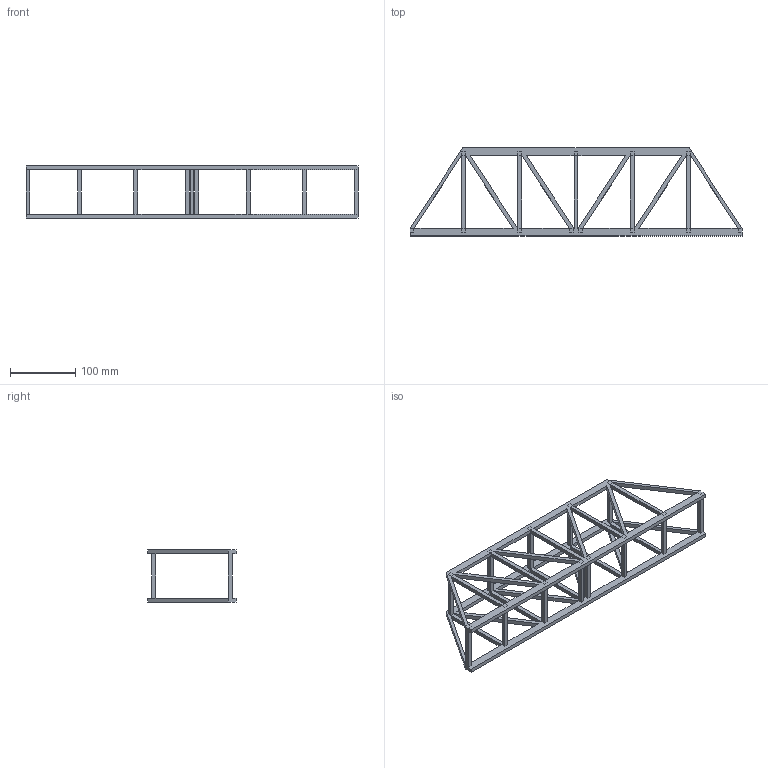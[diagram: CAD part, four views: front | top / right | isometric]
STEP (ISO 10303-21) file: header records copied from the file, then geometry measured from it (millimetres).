
FILE_DESCRIPTION (( 'STEP AP203' ), '1' );
FILE_NAME ('truss_1.STEP', '2025-02-27T17:00:29', ( '' ), ( '' ), 'SwSTEP 2.0', 'SolidWorks 2023', '' );
FILE_SCHEMA (( 'CONFIG_CONTROL_DESIGN' ));
Length unit declared in the file: millimetre
Products named in the file (1): truss_1
Bounding box: 510 x 135.24 x 80 mm (x, y, z)
Volume: 250896 mm3; surface area: 145542.4 mm2
Topology: 1 solids, 1 shells, 266 faces, 676 edges, 360 vertices
Faces by surface type: plane 266
Entity records: 7689 total; most frequent: ORIENTED_EDGE 1352, CARTESIAN_POINT 1303, DIRECTION 1210, LINE 676, EDGE_CURVE 676, VECTOR 676, VERTEX_POINT 360, EDGE_LOOP 278
